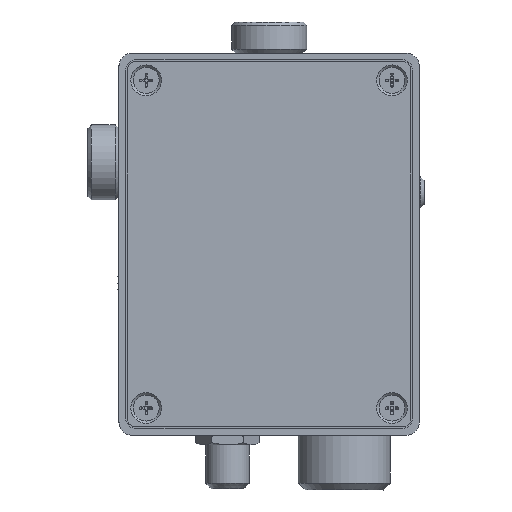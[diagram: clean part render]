
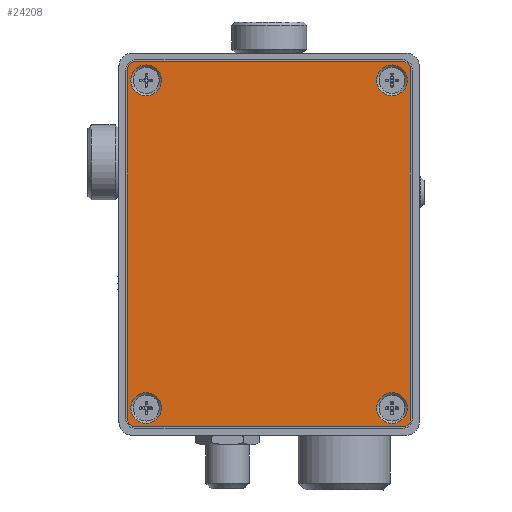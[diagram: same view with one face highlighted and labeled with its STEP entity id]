
A CAD part, front view. The second image highlights one B-rep face of the part: STEP entity #24208.
In plain terms, the highlighted planar face has unit normal (0, -1, 0).
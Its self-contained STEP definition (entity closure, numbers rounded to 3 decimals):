
#73=FACE_BOUND('',#3703,.T.);
#74=FACE_BOUND('',#3704,.T.);
#75=FACE_BOUND('',#3705,.T.);
#76=FACE_BOUND('',#3706,.T.);
#272=PLANE('',#25648);
#2398=FACE_OUTER_BOUND('',#3702,.T.);
#3702=EDGE_LOOP('',(#16447,#16448,#16449,#16450,#16451,#16452,#16453,#16454));
#3703=EDGE_LOOP('',(#16455,#16456));
#3704=EDGE_LOOP('',(#16457,#16458));
#3705=EDGE_LOOP('',(#16459,#16460));
#3706=EDGE_LOOP('',(#16461,#16462));
#5183=LINE('',#33655,#7440);
#5186=LINE('',#33667,#7443);
#5195=LINE('',#33716,#7452);
#5197=LINE('',#33719,#7454);
#7440=VECTOR('',#27325,10.);
#7443=VECTOR('',#27336,10.);
#7452=VECTOR('',#27391,10.);
#7454=VECTOR('',#27395,10.);
#9635=CIRCLE('',#25617,1.);
#9637=CIRCLE('',#25621,1.);
#9639=CIRCLE('',#25625,1.);
#9641=CIRCLE('',#25628,1.);
#9643=CIRCLE('',#25631,2.25);
#9644=CIRCLE('',#25632,2.25);
#9647=CIRCLE('',#25636,2.25);
#9648=CIRCLE('',#25637,2.25);
#9649=CIRCLE('',#25639,2.25);
#9650=CIRCLE('',#25640,2.25);
#9651=CIRCLE('',#25642,2.25);
#9652=CIRCLE('',#25643,2.25);
#10219=VERTEX_POINT('',#33642);
#10220=VERTEX_POINT('',#33643);
#10224=VERTEX_POINT('',#33653);
#10225=VERTEX_POINT('',#33657);
#10226=VERTEX_POINT('',#33658);
#10229=VERTEX_POINT('',#33666);
#10231=VERTEX_POINT('',#33672);
#10233=VERTEX_POINT('',#33678);
#10235=VERTEX_POINT('',#33684);
#10236=VERTEX_POINT('',#33685);
#10239=VERTEX_POINT('',#33694);
#10240=VERTEX_POINT('',#33695);
#10241=VERTEX_POINT('',#33700);
#10242=VERTEX_POINT('',#33701);
#10243=VERTEX_POINT('',#33706);
#10244=VERTEX_POINT('',#33707);
#12656=EDGE_CURVE('',#10219,#10220,#9635,.T.);
#12662=EDGE_CURVE('',#10219,#10224,#5183,.T.);
#12663=EDGE_CURVE('',#10225,#10226,#9637,.T.);
#12667=EDGE_CURVE('',#10229,#10226,#5186,.T.);
#12670=EDGE_CURVE('',#10229,#10231,#9639,.T.);
#12673=EDGE_CURVE('',#10233,#10224,#9641,.T.);
#12676=EDGE_CURVE('',#10235,#10236,#9643,.T.);
#12677=EDGE_CURVE('',#10236,#10235,#9644,.T.);
#12681=EDGE_CURVE('',#10239,#10240,#9647,.T.);
#12682=EDGE_CURVE('',#10240,#10239,#9648,.T.);
#12684=EDGE_CURVE('',#10241,#10242,#9649,.T.);
#12685=EDGE_CURVE('',#10242,#10241,#9650,.T.);
#12687=EDGE_CURVE('',#10243,#10244,#9651,.T.);
#12688=EDGE_CURVE('',#10244,#10243,#9652,.T.);
#12692=EDGE_CURVE('',#10225,#10220,#5195,.T.);
#12694=EDGE_CURVE('',#10233,#10231,#5197,.T.);
#16447=ORIENTED_EDGE('',*,*,#12656,.F.);
#16448=ORIENTED_EDGE('',*,*,#12662,.T.);
#16449=ORIENTED_EDGE('',*,*,#12673,.F.);
#16450=ORIENTED_EDGE('',*,*,#12694,.T.);
#16451=ORIENTED_EDGE('',*,*,#12670,.F.);
#16452=ORIENTED_EDGE('',*,*,#12667,.T.);
#16453=ORIENTED_EDGE('',*,*,#12663,.F.);
#16454=ORIENTED_EDGE('',*,*,#12692,.T.);
#16455=ORIENTED_EDGE('',*,*,#12676,.T.);
#16456=ORIENTED_EDGE('',*,*,#12677,.T.);
#16457=ORIENTED_EDGE('',*,*,#12681,.T.);
#16458=ORIENTED_EDGE('',*,*,#12682,.T.);
#16459=ORIENTED_EDGE('',*,*,#12684,.T.);
#16460=ORIENTED_EDGE('',*,*,#12685,.T.);
#16461=ORIENTED_EDGE('',*,*,#12687,.T.);
#16462=ORIENTED_EDGE('',*,*,#12688,.T.);
#24208=ADVANCED_FACE('',(#2398,#73,#74,#75,#76),#272,.T.);
#25617=AXIS2_PLACEMENT_3D('',#33644,#27315,#27316);
#25621=AXIS2_PLACEMENT_3D('',#33659,#27328,#27329);
#25625=AXIS2_PLACEMENT_3D('',#33673,#27341,#27342);
#25628=AXIS2_PLACEMENT_3D('',#33679,#27348,#27349);
#25631=AXIS2_PLACEMENT_3D('',#33686,#27355,#27356);
#25632=AXIS2_PLACEMENT_3D('',#33687,#27357,#27358);
#25636=AXIS2_PLACEMENT_3D('',#33696,#27366,#27367);
#25637=AXIS2_PLACEMENT_3D('',#33697,#27368,#27369);
#25639=AXIS2_PLACEMENT_3D('',#33702,#27373,#27374);
#25640=AXIS2_PLACEMENT_3D('',#33703,#27375,#27376);
#25642=AXIS2_PLACEMENT_3D('',#33708,#27380,#27381);
#25643=AXIS2_PLACEMENT_3D('',#33709,#27382,#27383);
#25648=AXIS2_PLACEMENT_3D('',#33721,#27397,#27398);
#27315=DIRECTION('center_axis',(0.,1.,0.));
#27316=DIRECTION('ref_axis',(0.707,0.,-0.707));
#27325=DIRECTION('',(0.,0.,1.));
#27328=DIRECTION('center_axis',(0.,1.,0.));
#27329=DIRECTION('ref_axis',(-0.707,0.,-0.707));
#27336=DIRECTION('',(0.,0.,-1.));
#27341=DIRECTION('center_axis',(0.,1.,0.));
#27342=DIRECTION('ref_axis',(-0.707,0.,0.707));
#27348=DIRECTION('center_axis',(0.,1.,0.));
#27349=DIRECTION('ref_axis',(0.707,0.,0.707));
#27355=DIRECTION('center_axis',(0.,1.,0.));
#27356=DIRECTION('ref_axis',(0.,0.,
1.));
#27357=DIRECTION('center_axis',(0.,1.,0.));
#27358=DIRECTION('ref_axis',(0.,0.,
1.));
#27366=DIRECTION('center_axis',(0.,1.,0.));
#27367=DIRECTION('ref_axis',(0.,0.,
1.));
#27368=DIRECTION('center_axis',(0.,1.,0.));
#27369=DIRECTION('ref_axis',(0.,0.,
1.));
#27373=DIRECTION('center_axis',(0.,1.,0.));
#27374=DIRECTION('ref_axis',(0.,0.,
1.));
#27375=DIRECTION('center_axis',(0.,1.,0.));
#27376=DIRECTION('ref_axis',(0.,0.,
1.));
#27380=DIRECTION('center_axis',(0.,1.,0.));
#27381=DIRECTION('ref_axis',(0.,0.,
1.));
#27382=DIRECTION('center_axis',(0.,1.,0.));
#27383=DIRECTION('ref_axis',(0.,0.,
1.));
#27391=DIRECTION('',(1.,0.,0.));
#27395=DIRECTION('',(-1.,0.,0.));
#27397=DIRECTION('center_axis',(0.,-1.,0.));
#27398=DIRECTION('ref_axis',(0.,0.,
1.));
#33642=CARTESIAN_POINT('',(42.3,-0.3,2.4));
#33643=CARTESIAN_POINT('',(41.3,-0.3,1.4));
#33644=CARTESIAN_POINT('Origin',(41.3,-0.3,2.4));
#33653=CARTESIAN_POINT('',(42.3,-0.3,53.8));
#33655=CARTESIAN_POINT('',(42.3,-0.3,54.8));
#33657=CARTESIAN_POINT('',(1.9,-0.3,1.4));
#33658=CARTESIAN_POINT('',(0.9,-0.3,2.4));
#33659=CARTESIAN_POINT('Origin',(1.9,-0.3,2.4));
#33666=CARTESIAN_POINT('',(0.9,-0.3,53.8));
#33667=CARTESIAN_POINT('',(0.9,-0.3,1.4));
#33672=CARTESIAN_POINT('',(1.9,-0.3,54.8));
#33673=CARTESIAN_POINT('Origin',(1.9,-0.3,53.8));
#33678=CARTESIAN_POINT('',(41.3,-0.3,54.8));
#33679=CARTESIAN_POINT('Origin',(41.3,-0.3,53.8));
#33684=CARTESIAN_POINT('',(3.6,-0.3,6.35));
#33685=CARTESIAN_POINT('',(3.6,-0.3,1.85));
#33686=CARTESIAN_POINT('Origin',(3.6,-0.3,4.1));
#33687=CARTESIAN_POINT('Origin',(3.6,-0.3,4.1));
#33694=CARTESIAN_POINT('',(39.6,-0.3,54.35));
#33695=CARTESIAN_POINT('',(39.6,-0.3,49.85));
#33696=CARTESIAN_POINT('Origin',(39.6,-0.3,52.1));
#33697=CARTESIAN_POINT('Origin',(39.6,-0.3,52.1));
#33700=CARTESIAN_POINT('',(39.6,-0.3,6.35));
#33701=CARTESIAN_POINT('',(39.6,-0.3,1.85));
#33702=CARTESIAN_POINT('Origin',(39.6,-0.3,4.1));
#33703=CARTESIAN_POINT('Origin',(39.6,-0.3,4.1));
#33706=CARTESIAN_POINT('',(3.6,-0.3,54.35));
#33707=CARTESIAN_POINT('',(3.6,-0.3,49.85));
#33708=CARTESIAN_POINT('Origin',(3.6,-0.3,52.1));
#33709=CARTESIAN_POINT('Origin',(3.6,-0.3,52.1));
#33716=CARTESIAN_POINT('',(42.3,-0.3,1.4));
#33719=CARTESIAN_POINT('',(0.9,-0.3,54.8));
#33721=CARTESIAN_POINT('Origin',(21.6,-0.3,28.1));
